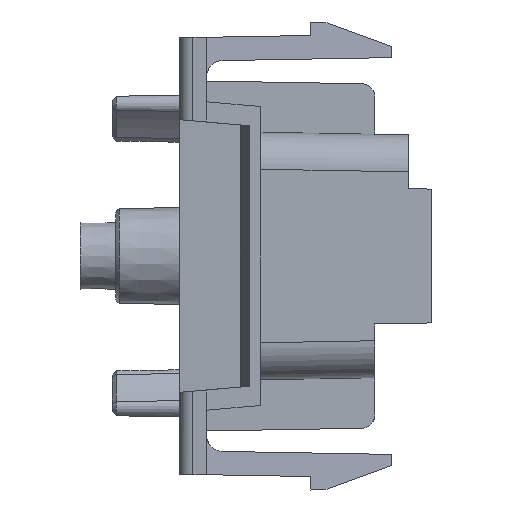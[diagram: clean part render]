
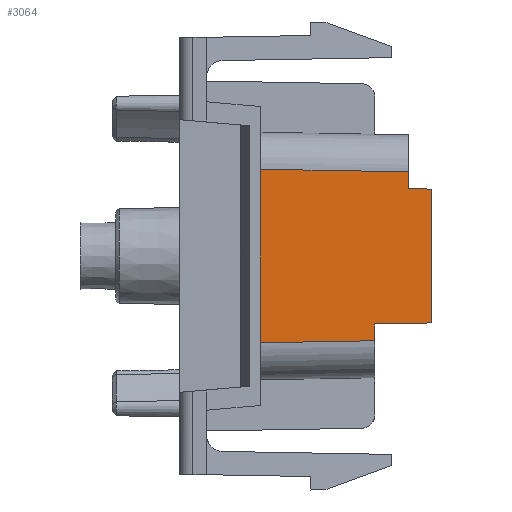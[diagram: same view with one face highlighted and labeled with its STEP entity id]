
A CAD part, front view. The second image highlights one B-rep face of the part: STEP entity #3064.
In plain terms, the highlighted planar face has unit normal (0.018, -1, 0).
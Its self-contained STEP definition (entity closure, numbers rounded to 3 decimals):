
#229=FACE_OUTER_BOUND('',#402,.T.);
#402=EDGE_LOOP('',(#2132,#2133,#2134,#2135,#2136,#2137,#2138,#2139,#2140,
#2141,#2142,#2143));
#600=LINE('',#4527,#926);
#604=LINE('',#4542,#930);
#618=LINE('',#4591,#944);
#645=LINE('',#4669,#971);
#656=LINE('',#4690,#982);
#657=LINE('',#4692,#983);
#658=LINE('',#4694,#984);
#659=LINE('',#4696,#985);
#660=LINE('',#4697,#986);
#661=LINE('',#4699,#987);
#662=LINE('',#4700,#988);
#663=LINE('',#4701,#989);
#926=VECTOR('',#3615,5.89);
#930=VECTOR('',#3627,5.89);
#944=VECTOR('',#3667,1.145);
#971=VECTOR('',#3728,9.944);
#982=VECTOR('',#3743,1.751);
#983=VECTOR('',#3746,3.001);
#984=VECTOR('',#3747,12.504);
#985=VECTOR('',#3748,1.25);
#986=VECTOR('',#3749,4.251);
#987=VECTOR('',#3750,1.25);
#988=VECTOR('',#3751,15.005);
#989=VECTOR('',#3752,3.001);
#1279=VERTEX_POINT('',#4520);
#1281=VERTEX_POINT('',#4524);
#1282=VERTEX_POINT('',#4526);
#1289=VERTEX_POINT('',#4540);
#1310=VERTEX_POINT('',#4588);
#1311=VERTEX_POINT('',#4590);
#1336=VERTEX_POINT('',#4666);
#1337=VERTEX_POINT('',#4668);
#1345=VERTEX_POINT('',#4688);
#1346=VERTEX_POINT('',#4693);
#1347=VERTEX_POINT('',#4695);
#1348=VERTEX_POINT('',#4698);
#1577=EDGE_CURVE('',#1281,#1282,#600,.T.);
#1585=EDGE_CURVE('',#1289,#1279,#604,.T.);
#1608=EDGE_CURVE('',#1310,#1311,#618,.T.);
#1643=EDGE_CURVE('',#1336,#1337,#645,.T.);
#1654=EDGE_CURVE('',#1345,#1336,#656,.T.);
#1655=EDGE_CURVE('',#1279,#1310,#657,.T.);
#1656=EDGE_CURVE('',#1346,#1289,#658,.T.);
#1657=EDGE_CURVE('',#1347,#1346,#659,.T.);
#1658=EDGE_CURVE('',#1347,#1337,#660,.T.);
#1659=EDGE_CURVE('',#1348,#1345,#661,.T.);
#1660=EDGE_CURVE('',#1348,#1282,#662,.T.);
#1661=EDGE_CURVE('',#1281,#1311,#663,.T.);
#2132=ORIENTED_EDGE('',*,*,#1608,.F.);
#2133=ORIENTED_EDGE('',*,*,#1655,.F.);
#2134=ORIENTED_EDGE('',*,*,#1585,.F.);
#2135=ORIENTED_EDGE('',*,*,#1656,.F.);
#2136=ORIENTED_EDGE('',*,*,#1657,.F.);
#2137=ORIENTED_EDGE('',*,*,#1658,.T.);
#2138=ORIENTED_EDGE('',*,*,#1643,.F.);
#2139=ORIENTED_EDGE('',*,*,#1654,.F.);
#2140=ORIENTED_EDGE('',*,*,#1659,.F.);
#2141=ORIENTED_EDGE('',*,*,#1660,.T.);
#2142=ORIENTED_EDGE('',*,*,#1577,.F.);
#2143=ORIENTED_EDGE('',*,*,#1661,.T.);
#2835=PLANE('',#3289);
#3064=ADVANCED_FACE('',(#229),#2835,.T.);
#3289=AXIS2_PLACEMENT_3D('',#4691,#3744,#3745);
#3615=DIRECTION('',(0.,0.,1.));
#3627=DIRECTION('',(0.,0.,1.));
#3667=DIRECTION('',(0.,0.,1.));
#3728=DIRECTION('',(0.,0.,-1.));
#3743=DIRECTION('',(1.,0.017,-0.017));
#3744=DIRECTION('center_axis',(0.017,-1.,0.));
#3745=DIRECTION('ref_axis',(0.,0.,-1.));
#3746=DIRECTION('',(1.,0.017,0.017));
#3747=DIRECTION('',(-1.,-0.017,-0.017));
#3748=DIRECTION('',(0.,0.,-1.));
#3749=DIRECTION('',(1.,0.017,0.017));
#3750=DIRECTION('',(0.,0.,-1.));
#3751=DIRECTION('',(-1.,-0.017,0.017));
#3752=DIRECTION('',(1.,0.017,-0.017));
#4520=CARTESIAN_POINT('',(-54.004,17.206,1.875));
#4524=CARTESIAN_POINT('',(-54.004,17.206,3.125));
#4526=CARTESIAN_POINT('',(-54.004,17.206,9.015));
#4527=CARTESIAN_POINT('',(-54.004,17.206,3.125));
#4540=CARTESIAN_POINT('',(-54.004,17.206,-4.015));
#4542=CARTESIAN_POINT('',(-54.004,17.206,-4.015));
#4588=CARTESIAN_POINT('',(-51.004,17.258,1.927));
#4590=CARTESIAN_POINT('',(-51.004,17.258,3.073));
#4591=CARTESIAN_POINT('',(-51.004,17.258,1.927));
#4666=CARTESIAN_POINT('',(-37.254,17.498,7.472));
#4668=CARTESIAN_POINT('',(-37.254,17.498,-2.472));
#4669=CARTESIAN_POINT('',(-37.254,17.498,7.472));
#4688=CARTESIAN_POINT('',(-39.004,17.468,7.503));
#4690=CARTESIAN_POINT('',(-39.004,17.468,7.503));
#4691=CARTESIAN_POINT('Origin',(-38.854,17.47,13.475));
#4692=CARTESIAN_POINT('',(-54.004,17.206,1.875));
#4693=CARTESIAN_POINT('',(-41.504,17.424,-3.797));
#4694=CARTESIAN_POINT('',(-41.504,17.424,-3.797));
#4695=CARTESIAN_POINT('',(-41.504,17.424,-2.546));
#4696=CARTESIAN_POINT('',(-41.504,17.424,-2.546));
#4697=CARTESIAN_POINT('',(-41.504,17.424,-2.546));
#4698=CARTESIAN_POINT('',(-39.004,17.468,8.753));
#4699=CARTESIAN_POINT('',(-39.004,17.468,8.753));
#4700=CARTESIAN_POINT('',(-39.004,17.468,8.753));
#4701=CARTESIAN_POINT('',(-54.004,17.206,3.125));
